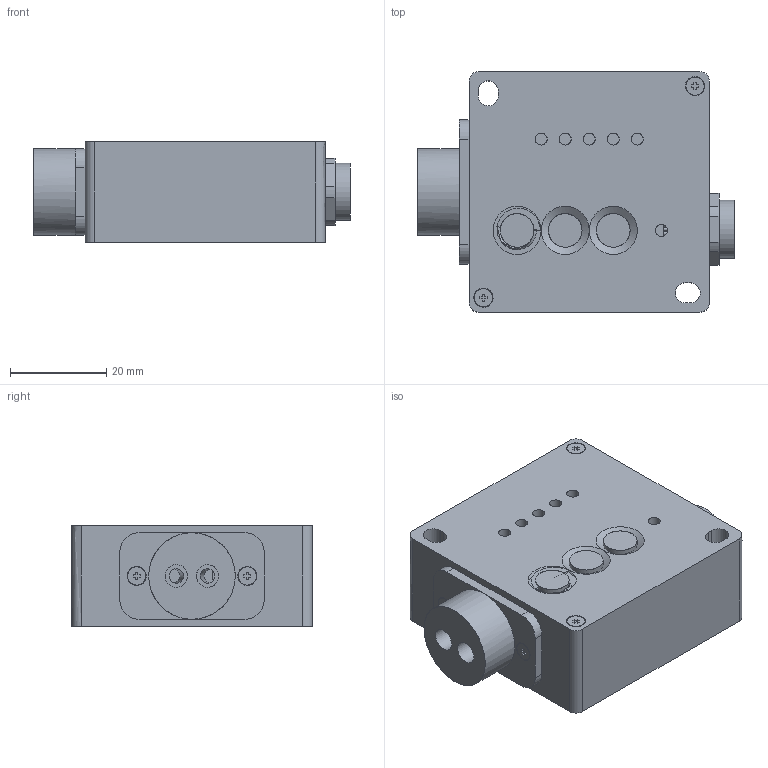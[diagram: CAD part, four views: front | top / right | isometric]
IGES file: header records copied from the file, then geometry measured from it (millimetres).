
Global section: file name: FSB 50 M G3-B8.igs; native system: CAD Exchanger 2.4.0; preprocessor: CAD Exchanger 2.4.0 (www.cadexchanger.com); author: ges; date: 20130423.153159; units: millimetre
Bounding box: 65.9 x 50 x 21 mm (x, y, z)
Surface area: 19570.3 mm2 (no closed solid volume)
Topology: 0 solids, 0 shells, 296 faces, 1464 edges, 1361 vertices
Faces by surface type: bspline 176, revolution 120
